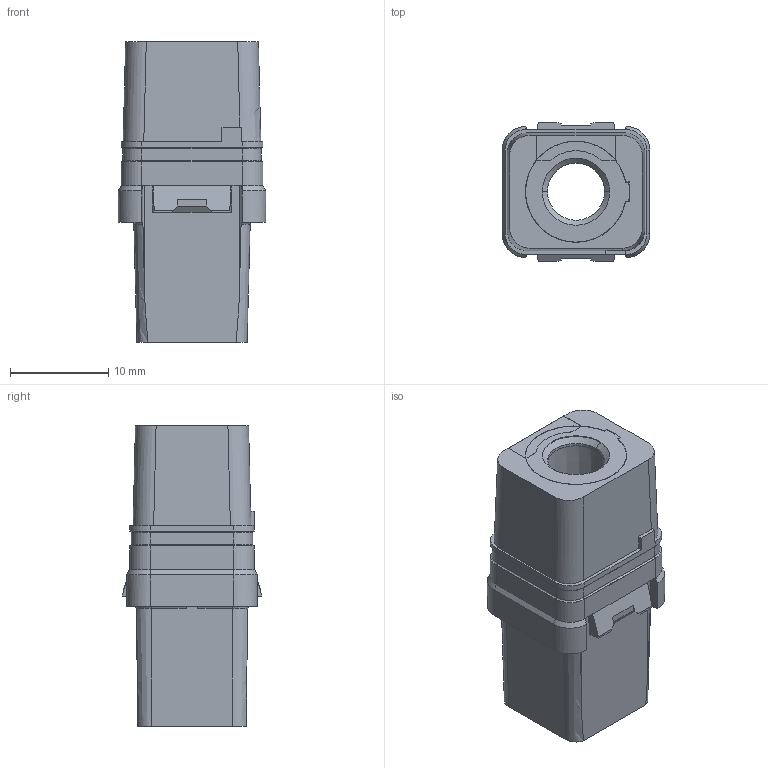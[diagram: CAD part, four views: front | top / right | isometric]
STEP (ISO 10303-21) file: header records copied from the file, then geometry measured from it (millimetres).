
FILE_DESCRIPTION((''),'2;1');
FILE_NAME('SIMM0128SNC','2020-02-06T',('presta_be4'),(''),'CREO PARAMETRIC BY PTC INC, 2018360','CREO PARAMETRIC BY PTC INC, 2018360','');
FILE_SCHEMA(('CONFIG_CONTROL_DESIGN'));
Length unit declared in the file: millimetre
Products named in the file (1): SIMM0128SNC
Bounding box: 15 x 14.15 x 30.57 mm (x, y, z)
Volume: 3037.4 mm3; surface area: 3945.4 mm2
Topology: 1 solids, 1 shells, 379 faces, 1006 edges, 634 vertices
Faces by surface type: plane 207, cylinder 73, cone 45, torus 42, bspline 12
Entity records: 12654 total; most frequent: CARTESIAN_POINT 3311, ORIENTED_EDGE 2012, DIRECTION 1885, EDGE_CURVE 1006, AXIS2_PLACEMENT_3D 661, VERTEX_POINT 634, VECTOR 563, LINE 563
